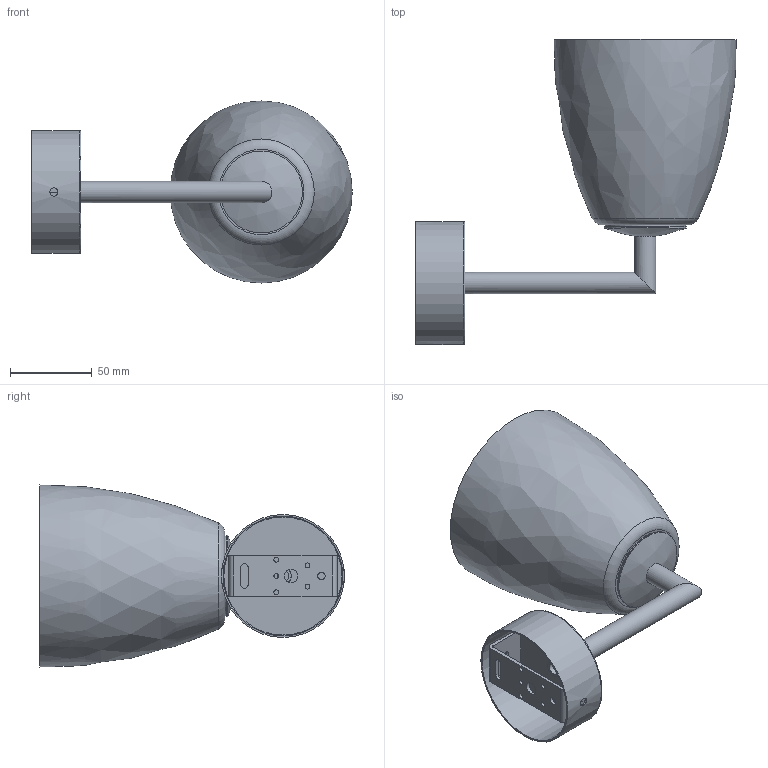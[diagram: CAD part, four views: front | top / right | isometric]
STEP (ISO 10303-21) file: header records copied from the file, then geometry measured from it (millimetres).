
FILE_DESCRIPTION(/* description */ (''),/* implementation_level */ '2;1');
FILE_NAME(/* name */ 'F000640150CBNE.stp',/* time_stamp */ '2020-01-16T08:44:13+01:00',/* author */ ('sghezzi'),/* organization */ (''),/* preprocessor_version */ 'ST-DEVELOPER v17.2',/* originating_system */ 'Autodesk Inventor 2019',/* authorisation */ '');
FILE_SCHEMA (('AUTOMOTIVE_DESIGN { 1 0 10303 214 3 1 1 }'));
Length unit declared in the file: millimetre
Products named in the file (10): m006.1_Assieme; 007066610_Braccio Cr c anello 006.1; 007066630; 007066631_Staffa ZnBi Rosone D 75; 064002000; SUPPORTOVETRO; 003066600_Guarn De 49 Di 39 Sp1 Sil Bi; COPPETTA; 005000591; GHIERA METALLO E14
Assembly tree (9 placements, depth 2):
  m006.1_Assieme
    007066610_Braccio Cr c anello 006.1
    007066630
    007066631_Staffa ZnBi Rosone D 75
    064002000
    SUPPORTOVETRO
    003066600_Guarn De 49 Di 39 Sp1 Sil Bi
    COPPETTA
    005000591
    GHIERA METALLO E14
Bounding box: 195.44 x 185.9 x 111 mm (x, y, z)
Volume: 193359.2 mm3; surface area: 126882.6 mm2
Topology: 9 solids, 9 shells, 99 faces, 232 edges, 158 vertices
Faces by surface type: plane 51, cylinder 39, torus 4, bspline 4, sphere 1
Full cylindrical faces by diameter (mm): 3 x5, 4 x2, 4.5 x1, 5 x2, 7 x1, 8 x1, 10 x6, 13 x2, 26 x1, 27 x1, 28 x2, 30 x1, 38.5 x1, 39 x1, 40 x1, 42 x1, 49 x1, 50.076 x1, 75 x1
Entity records: 3528 total; most frequent: CARTESIAN_POINT 682, DIRECTION 592, ORIENTED_EDGE 464, AXIS2_PLACEMENT_3D 250, EDGE_CURVE 232, VERTEX_POINT 158, EDGE_LOOP 144, CIRCLE 133
